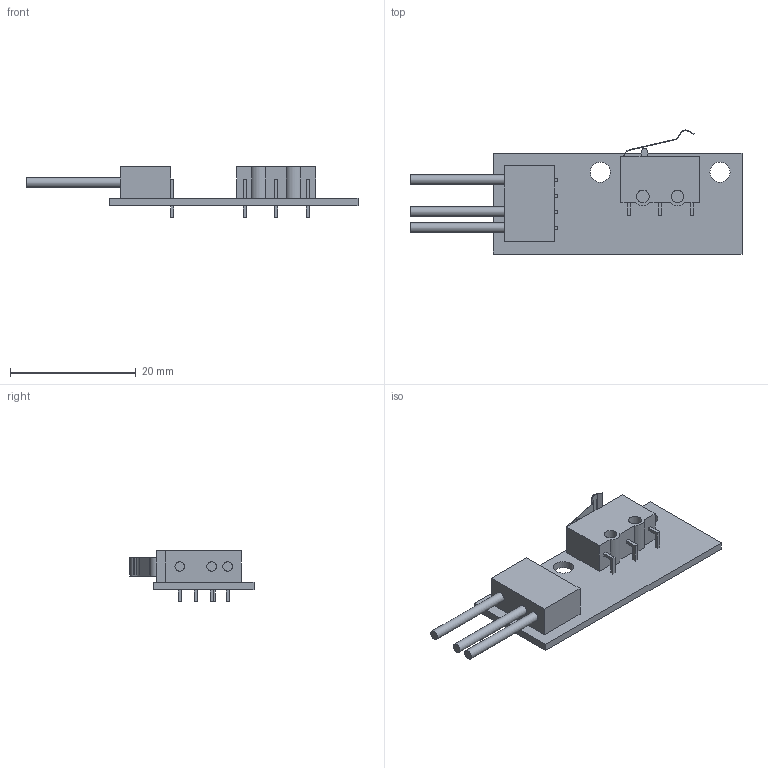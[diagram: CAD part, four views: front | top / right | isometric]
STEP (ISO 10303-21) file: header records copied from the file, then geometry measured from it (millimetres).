
FILE_DESCRIPTION(/* description */ (''),/* implementation_level */ '2;1');
FILE_NAME(/* name */ 'Endstop switch.step',/* time_stamp */ '2020-04-14T17:01:20+01:00',/* author */ (''),/* organization */ (''),/* preprocessor_version */ 'ST-DEVELOPER v18.1',/* originating_system */ 'Autodesk Translation Framework v9.2.0.1227',/* authorisation */ '');
FILE_SCHEMA (('AUTOMOTIVE_DESIGN { 1 0 10303 214 3 1 1 }'));
Length unit declared in the file: millimetre
Products named in the file (1): Endstop switch
Bounding box: 52.75 x 19.7 x 8 mm (x, y, z)
Volume: 1755.5 mm3; surface area: 2634.4 mm2
Topology: 12 solids, 12 shells, 110 faces, 249 edges, 166 vertices
Faces by surface type: plane 94, cylinder 16
Full cylindrical faces by diameter (mm): 1.5 x3, 2 x2, 3.2 x2
Entity records: 3131 total; most frequent: CARTESIAN_POINT 526, DIRECTION 503, ORIENTED_EDGE 498, EDGE_CURVE 249, LINE 217, VECTOR 217, VERTEX_POINT 166, AXIS2_PLACEMENT_3D 143
